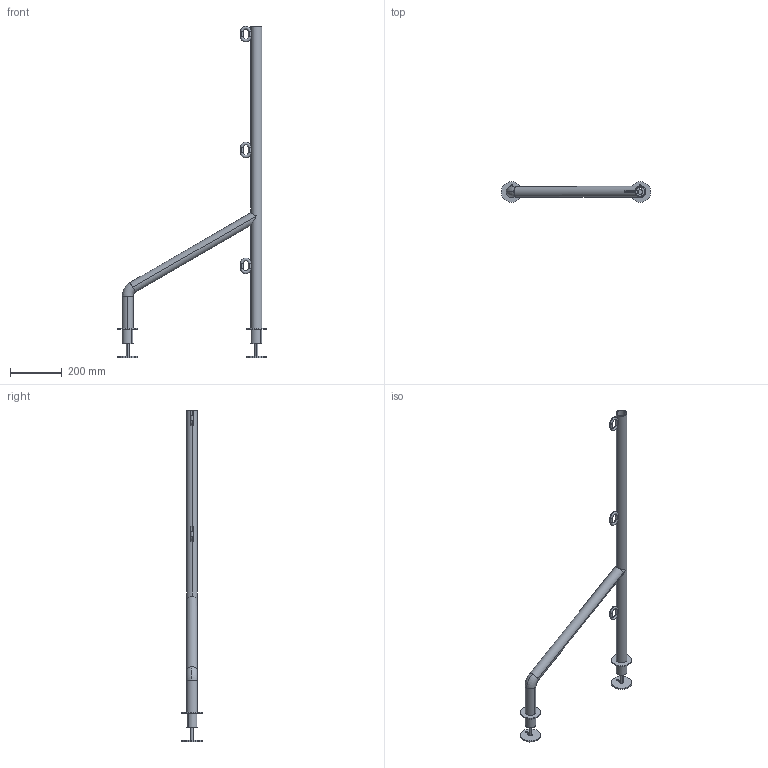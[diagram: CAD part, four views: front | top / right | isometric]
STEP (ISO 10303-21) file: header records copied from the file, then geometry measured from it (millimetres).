
FILE_DESCRIPTION(('STEP AP214'),'1');
FILE_NAME('nderpfosten 1 Strebe.STP','2021-09-14T12:20:32',(' '),(' '),'Spatial InterOp 3D',' ',' ');
FILE_SCHEMA(('AUTOMOTIVE_DESIGN { 1 0 10303 214 1 1 1 1 }'));
Length unit declared in the file: millimetre
Products named in the file (1): Sonderscheibe 80/13/4
Bounding box: 577.95 x 80 x 1280.93 mm (x, y, z)
Volume: 936139.6 mm3; surface area: 558863.3 mm2
Topology: 13 solids, 13 shells, 168 faces, 410 edges, 264 vertices
Faces by surface type: cylinder 74, plane 54, cone 20, torus 20
Entity records: 6059 total; most frequent: CARTESIAN_POINT 1736, DIRECTION 983, ORIENTED_EDGE 820, AXIS2_PLACEMENT_3D 421, EDGE_CURVE 410, VERTEX_POINT 264, CIRCLE 238, EDGE_LOOP 194
